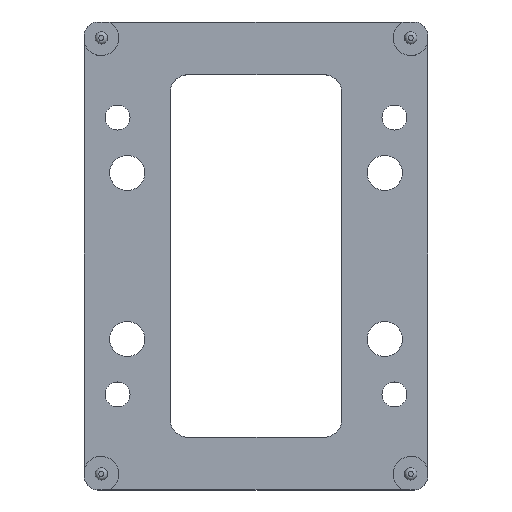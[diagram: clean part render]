
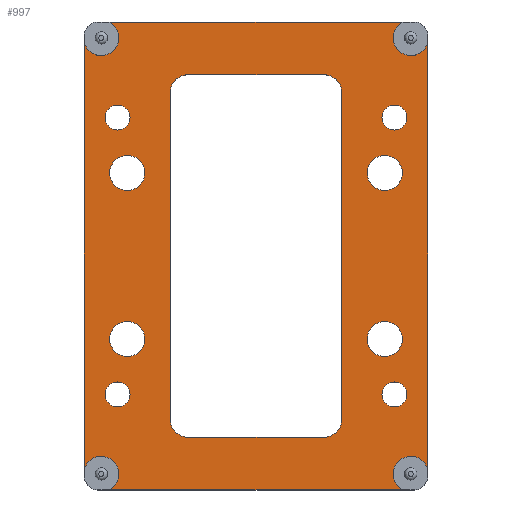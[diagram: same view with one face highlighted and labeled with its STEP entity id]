
A CAD part, top view. The second image highlights one B-rep face of the part: STEP entity #997.
In plain terms, the highlighted planar face has unit normal (0, 0, 1).
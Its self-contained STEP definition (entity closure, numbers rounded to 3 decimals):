
#31=FACE_BOUND('',#198,.T.);
#32=FACE_BOUND('',#199,.T.);
#33=FACE_BOUND('',#200,.T.);
#34=FACE_BOUND('',#201,.T.);
#35=FACE_BOUND('',#202,.T.);
#36=FACE_BOUND('',#203,.T.);
#37=FACE_BOUND('',#204,.T.);
#38=FACE_BOUND('',#205,.T.);
#39=FACE_BOUND('',#206,.T.);
#73=PLANE('',#1125);
#127=FACE_OUTER_BOUND('',#197,.T.);
#197=EDGE_LOOP('',(#857,#858,#859,#860,#861,#862,#863,#864));
#198=EDGE_LOOP('',(#865,#866,#867,#868,#869,#870,#871,#872));
#199=EDGE_LOOP('',(#873));
#200=EDGE_LOOP('',(#874));
#201=EDGE_LOOP('',(#875));
#202=EDGE_LOOP('',(#876));
#203=EDGE_LOOP('',(#877));
#204=EDGE_LOOP('',(#878));
#205=EDGE_LOOP('',(#879));
#206=EDGE_LOOP('',(#880));
#219=LINE('',#1449,#275);
#225=LINE('',#1464,#281);
#229=LINE('',#1476,#285);
#232=LINE('',#1485,#288);
#266=LINE('',#1828,#322);
#268=LINE('',#1831,#324);
#270=LINE('',#1834,#326);
#272=LINE('',#1837,#328);
#275=VECTOR('',#1139,10.);
#281=VECTOR('',#1153,10.);
#285=VECTOR('',#1165,10.);
#288=VECTOR('',#1176,10.);
#322=VECTOR('',#1420,10.);
#324=VECTOR('',#1424,10.);
#326=VECTOR('',#1428,10.);
#328=VECTOR('',#1432,10.);
#329=CIRCLE('',#1002,3.175);
#331=CIRCLE('',#1006,3.175);
#333=CIRCLE('',#1010,3.175);
#335=CIRCLE('',#1014,3.175);
#357=CIRCLE('',#1046,3.175);
#365=CIRCLE('',#1059,3.175);
#373=CIRCLE('',#1072,3.175);
#381=CIRCLE('',#1085,3.175);
#389=CIRCLE('',#1098,2.248);
#391=CIRCLE('',#1101,2.248);
#393=CIRCLE('',#1104,3.175);
#395=CIRCLE('',#1107,3.175);
#397=CIRCLE('',#1110,2.248);
#399=CIRCLE('',#1113,2.248);
#401=CIRCLE('',#1116,3.175);
#403=CIRCLE('',#1119,3.175);
#405=VERTEX_POINT('',#1439);
#406=VERTEX_POINT('',#1440);
#409=VERTEX_POINT('',#1448);
#411=VERTEX_POINT('',#1454);
#412=VERTEX_POINT('',#1455);
#415=VERTEX_POINT('',#1466);
#416=VERTEX_POINT('',#1467);
#419=VERTEX_POINT('',#1478);
#441=VERTEX_POINT('',#1655);
#442=VERTEX_POINT('',#1656);
#453=VERTEX_POINT('',#1688);
#454=VERTEX_POINT('',#1689);
#465=VERTEX_POINT('',#1721);
#466=VERTEX_POINT('',#1722);
#477=VERTEX_POINT('',#1754);
#478=VERTEX_POINT('',#1755);
#489=VERTEX_POINT('',#1787);
#491=VERTEX_POINT('',#1792);
#493=VERTEX_POINT('',#1797);
#495=VERTEX_POINT('',#1802);
#497=VERTEX_POINT('',#1807);
#499=VERTEX_POINT('',#1812);
#501=VERTEX_POINT('',#1817);
#503=VERTEX_POINT('',#1822);
#505=EDGE_CURVE('',#405,#406,#329,.T.);
#509=EDGE_CURVE('',#409,#406,#219,.T.);
#512=EDGE_CURVE('',#411,#412,#331,.T.);
#517=EDGE_CURVE('',#405,#412,#225,.T.);
#518=EDGE_CURVE('',#415,#416,#333,.T.);
#523=EDGE_CURVE('',#411,#416,#229,.T.);
#524=EDGE_CURVE('',#409,#419,#335,.T.);
#528=EDGE_CURVE('',#415,#419,#232,.T.);
#553=EDGE_CURVE('',#441,#442,#357,.T.);
#569=EDGE_CURVE('',#453,#454,#365,.T.);
#585=EDGE_CURVE('',#465,#466,#373,.T.);
#601=EDGE_CURVE('',#477,#478,#381,.T.);
#617=EDGE_CURVE('',#489,#489,#389,.T.);
#619=EDGE_CURVE('',#491,#491,#391,.T.);
#621=EDGE_CURVE('',#493,#493,#393,.T.);
#623=EDGE_CURVE('',#495,#495,#395,.T.);
#625=EDGE_CURVE('',#497,#497,#397,.T.);
#627=EDGE_CURVE('',#499,#499,#399,.T.);
#629=EDGE_CURVE('',#501,#501,#401,.T.);
#631=EDGE_CURVE('',#503,#503,#403,.T.);
#634=EDGE_CURVE('',#466,#477,#266,.T.);
#636=EDGE_CURVE('',#454,#465,#268,.T.);
#638=EDGE_CURVE('',#442,#453,#270,.T.);
#640=EDGE_CURVE('',#478,#441,#272,.T.);
#857=ORIENTED_EDGE('',*,*,#640,.T.);
#858=ORIENTED_EDGE('',*,*,#553,.T.);
#859=ORIENTED_EDGE('',*,*,#638,.T.);
#860=ORIENTED_EDGE('',*,*,#569,.T.);
#861=ORIENTED_EDGE('',*,*,#636,.T.);
#862=ORIENTED_EDGE('',*,*,#585,.T.);
#863=ORIENTED_EDGE('',*,*,#634,.T.);
#864=ORIENTED_EDGE('',*,*,#601,.T.);
#865=ORIENTED_EDGE('',*,*,#517,.T.);
#866=ORIENTED_EDGE('',*,*,#512,.F.);
#867=ORIENTED_EDGE('',*,*,#523,.T.);
#868=ORIENTED_EDGE('',*,*,#518,.F.);
#869=ORIENTED_EDGE('',*,*,#528,.T.);
#870=ORIENTED_EDGE('',*,*,#524,.F.);
#871=ORIENTED_EDGE('',*,*,#509,.T.);
#872=ORIENTED_EDGE('',*,*,#505,.F.);
#873=ORIENTED_EDGE('',*,*,#631,.T.);
#874=ORIENTED_EDGE('',*,*,#629,.T.);
#875=ORIENTED_EDGE('',*,*,#627,.T.);
#876=ORIENTED_EDGE('',*,*,#625,.T.);
#877=ORIENTED_EDGE('',*,*,#623,.T.);
#878=ORIENTED_EDGE('',*,*,#621,.T.);
#879=ORIENTED_EDGE('',*,*,#619,.T.);
#880=ORIENTED_EDGE('',*,*,#617,.T.);
#997=ADVANCED_FACE('',(#127,#31,#32,#33,#34,#35,#36,#37,#38,#39),#73,.T.);
#1002=AXIS2_PLACEMENT_3D('',#1441,#1131,#1132);
#1006=AXIS2_PLACEMENT_3D('',#1456,#1144,#1145);
#1010=AXIS2_PLACEMENT_3D('',#1468,#1156,#1157);
#1014=AXIS2_PLACEMENT_3D('',#1479,#1168,#1169);
#1046=AXIS2_PLACEMENT_3D('',#1657,#1235,#1236);
#1059=AXIS2_PLACEMENT_3D('',#1690,#1269,#1270);
#1072=AXIS2_PLACEMENT_3D('',#1723,#1303,#1304);
#1085=AXIS2_PLACEMENT_3D('',#1756,#1337,#1338);
#1098=AXIS2_PLACEMENT_3D('',#1788,#1371,#1372);
#1101=AXIS2_PLACEMENT_3D('',#1793,#1377,#1378);
#1104=AXIS2_PLACEMENT_3D('',#1798,#1383,#1384);
#1107=AXIS2_PLACEMENT_3D('',#1803,#1389,#1390);
#1110=AXIS2_PLACEMENT_3D('',#1808,#1395,#1396);
#1113=AXIS2_PLACEMENT_3D('',#1813,#1401,#1402);
#1116=AXIS2_PLACEMENT_3D('',#1818,#1407,#1408);
#1119=AXIS2_PLACEMENT_3D('',#1823,#1413,#1414);
#1125=AXIS2_PLACEMENT_3D('',#1838,#1433,#1434);
#1131=DIRECTION('center_axis',(0.,0.,
1.));
#1132=DIRECTION('ref_axis',(0.707,0.707,0.));
#1139=DIRECTION('',(1.,0.,0.));
#1144=DIRECTION('center_axis',(0.,0.,
1.));
#1145=DIRECTION('ref_axis',(0.707,-0.707,0.));
#1153=DIRECTION('',(0.,-1.,0.));
#1156=DIRECTION('center_axis',(0.,0.,
1.));
#1157=DIRECTION('ref_axis',(-0.707,-0.707,0.));
#1165=DIRECTION('',(-1.,0.,0.));
#1168=DIRECTION('center_axis',(0.,0.,
1.));
#1169=DIRECTION('ref_axis',(-0.707,0.707,0.));
#1176=DIRECTION('',(0.,1.,0.));
#1235=DIRECTION('center_axis',(0.,0.,-1.));
#1236=DIRECTION('ref_axis',(-1.,0.,0.));
#1269=DIRECTION('center_axis',(0.,0.,-1.));
#1270=DIRECTION('ref_axis',(-1.,0.,0.));
#1303=DIRECTION('center_axis',(0.,0.,-1.));
#1304=DIRECTION('ref_axis',(-1.,0.,0.));
#1337=DIRECTION('center_axis',(0.,0.,-1.));
#1338=DIRECTION('ref_axis',(-1.,0.,0.));
#1371=DIRECTION('center_axis',(0.,0.,-1.));
#1372=DIRECTION('ref_axis',(-1.,0.,0.));
#1377=DIRECTION('center_axis',(0.,0.,-1.));
#1378=DIRECTION('ref_axis',(-1.,0.,0.));
#1383=DIRECTION('center_axis',(0.,0.,-1.));
#1384=DIRECTION('ref_axis',(-1.,0.,0.));
#1389=DIRECTION('center_axis',(0.,0.,-1.));
#1390=DIRECTION('ref_axis',(-1.,0.,0.));
#1395=DIRECTION('center_axis',(0.,0.,-1.));
#1396=DIRECTION('ref_axis',(-1.,0.,0.));
#1401=DIRECTION('center_axis',(0.,0.,-1.));
#1402=DIRECTION('ref_axis',(-1.,0.,0.));
#1407=DIRECTION('center_axis',(0.,0.,-1.));
#1408=DIRECTION('ref_axis',(-1.,0.,0.));
#1413=DIRECTION('center_axis',(0.,0.,-1.));
#1414=DIRECTION('ref_axis',(-1.,0.,0.));
#1420=DIRECTION('',(1.,0.,0.));
#1424=DIRECTION('',(0.,-1.,0.));
#1428=DIRECTION('',(-1.,0.,0.));
#1432=DIRECTION('',(0.,1.,0.));
#1433=DIRECTION('center_axis',(0.,0.,
1.));
#1434=DIRECTION('ref_axis',(-1.,0.,0.));
#1439=CARTESIAN_POINT('',(-14.51,23.605,43.345));
#1440=CARTESIAN_POINT('',(-17.685,26.78,43.345));
#1441=CARTESIAN_POINT('Origin',(-17.685,23.605,43.345));
#1448=CARTESIAN_POINT('',(-42.315,26.78,43.345));
#1449=CARTESIAN_POINT('',(-37.745,26.78,43.345));
#1454=CARTESIAN_POINT('',(-17.685,-38.67,43.345));
#1455=CARTESIAN_POINT('',(-14.51,-35.495,43.345));
#1456=CARTESIAN_POINT('Origin',(-17.685,-35.495,43.345));
#1464=CARTESIAN_POINT('',(-14.51,10.417,43.345));
#1466=CARTESIAN_POINT('',(-45.49,-35.495,43.345));
#1467=CARTESIAN_POINT('',(-42.315,-38.67,43.345));
#1468=CARTESIAN_POINT('Origin',(-42.315,-35.495,43.345));
#1476=CARTESIAN_POINT('',(-22.255,-38.67,43.345));
#1478=CARTESIAN_POINT('',(-45.49,23.605,43.345));
#1479=CARTESIAN_POINT('Origin',(-42.315,23.605,43.345));
#1485=CARTESIAN_POINT('',(-45.49,-22.308,43.345));
#1655=CARTESIAN_POINT('',(1.,32.578,43.345));
#1656=CARTESIAN_POINT('',(-3.396,36.305,43.345));
#1657=CARTESIAN_POINT('Origin',(-2.06,33.425,43.345));
#1688=CARTESIAN_POINT('',(-56.604,36.305,43.345));
#1689=CARTESIAN_POINT('',(-61.,32.578,43.345));
#1690=CARTESIAN_POINT('Origin',(-57.94,33.425,43.345));
#1721=CARTESIAN_POINT('',(-61.,-44.468,43.345));
#1722=CARTESIAN_POINT('',(-56.604,-48.195,43.345));
#1723=CARTESIAN_POINT('Origin',(-57.94,-45.315,43.345));
#1754=CARTESIAN_POINT('',(-3.396,-48.195,43.345));
#1755=CARTESIAN_POINT('',(1.,-44.468,43.345));
#1756=CARTESIAN_POINT('Origin',(-2.06,-45.315,43.345));
#1787=CARTESIAN_POINT('',(-2.752,19.055,43.345));
#1788=CARTESIAN_POINT('Origin',(-5.,19.055,43.345));
#1792=CARTESIAN_POINT('',(-52.752,19.055,43.345));
#1793=CARTESIAN_POINT('Origin',(-55.,19.055,43.345));
#1797=CARTESIAN_POINT('',(-50.07,9.055,43.345));
#1798=CARTESIAN_POINT('Origin',(-53.245,9.055,43.345));
#1802=CARTESIAN_POINT('',(-3.58,-20.945,43.345));
#1803=CARTESIAN_POINT('Origin',(-6.755,-20.945,43.345));
#1807=CARTESIAN_POINT('',(-52.752,-30.945,43.345));
#1808=CARTESIAN_POINT('Origin',(-55.,-30.945,43.345));
#1812=CARTESIAN_POINT('',(-2.752,-30.945,43.345));
#1813=CARTESIAN_POINT('Origin',(-5.,-30.945,43.345));
#1817=CARTESIAN_POINT('',(-3.58,9.055,43.345));
#1818=CARTESIAN_POINT('Origin',(-6.755,9.055,43.345));
#1822=CARTESIAN_POINT('',(-50.07,-20.945,43.345));
#1823=CARTESIAN_POINT('Origin',(-53.245,-20.945,43.345));
#1828=CARTESIAN_POINT('',(-1.413,-48.195,43.345));
#1831=CARTESIAN_POINT('',(-61.,-45.782,43.345));
#1834=CARTESIAN_POINT('',(-58.587,36.305,43.345));
#1837=CARTESIAN_POINT('',(1.,33.892,43.345));
#1838=CARTESIAN_POINT('Origin',(-30.,-5.945,43.345));
